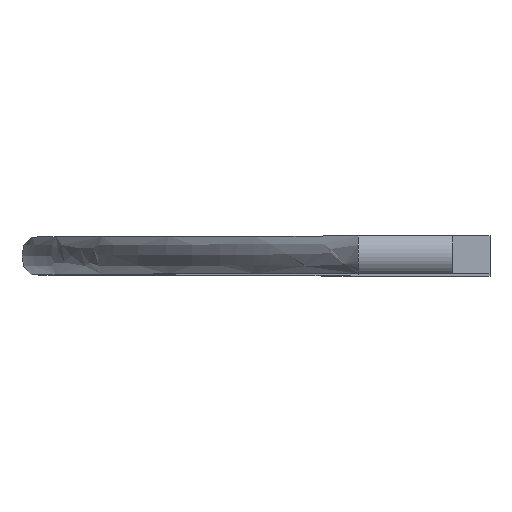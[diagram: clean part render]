
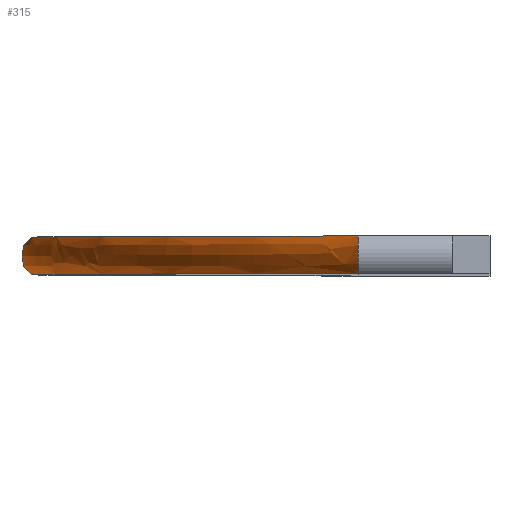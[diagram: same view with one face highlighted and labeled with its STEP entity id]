
A CAD part, top view. The second image highlights one B-rep face of the part: STEP entity #315.
In plain terms, the highlighted free-form (B-spline) face has degree [2, 2] with [5, 5] control points.
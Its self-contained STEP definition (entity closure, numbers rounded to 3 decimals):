
#95=FACE_OUTER_BOUND('',#112,.T.);
#112=EDGE_LOOP('',(#226,#227,#228,#229));
#132=CIRCLE('',#354,2.5);
#136=CIRCLE('',#358,100.756);
#137=CIRCLE('',#359,2.5);
#138=CIRCLE('',#360,100.756);
#147=VERTEX_POINT('',#502);
#148=VERTEX_POINT('',#503);
#151=VERTEX_POINT('',#535);
#152=VERTEX_POINT('',#537);
#177=EDGE_CURVE('',#147,#148,#132,.T.);
#181=EDGE_CURVE('',#151,#147,#136,.T.);
#182=EDGE_CURVE('',#151,#152,#137,.T.);
#183=EDGE_CURVE('',#152,#148,#138,.T.);
#226=ORIENTED_EDGE('',*,*,#181,.F.);
#227=ORIENTED_EDGE('',*,*,#182,.T.);
#228=ORIENTED_EDGE('',*,*,#183,.T.);
#229=ORIENTED_EDGE('',*,*,#177,.F.);
#313=(
BOUNDED_SURFACE()
B_SPLINE_SURFACE(2,2,((#510,#511,#512,#513,#514),(#515,#516,#517,#518,#519),
(#520,#521,#522,#523,#524),(#525,#526,#527,#528,#529),(#530,#531,#532,#533,
#534)),.UNSPECIFIED.,.F.,.F.,.F.)
B_SPLINE_SURFACE_WITH_KNOTS((3,2,3),(3,2,3),(0.,0.927,
1.855),(0.,0.853,1.707),.UNSPECIFIED.)
GEOMETRIC_REPRESENTATION_ITEM()
RATIONAL_B_SPLINE_SURFACE(((1.,0.91,1.,0.91,1.),
(0.894,0.814,0.894,0.814,0.894),
(1.,0.91,1.,0.91,1.),(0.894,0.814,
0.894,0.814,0.894),(1.,0.91,
1.,0.91,1.)))
REPRESENTATION_ITEM('')
SURFACE()
);
#315=ADVANCED_FACE('',(#95),#313,.T.);
#354=AXIS2_PLACEMENT_3D('',#504,#386,#387);
#358=AXIS2_PLACEMENT_3D('',#536,#394,#395);
#359=AXIS2_PLACEMENT_3D('',#538,#396,#397);
#360=AXIS2_PLACEMENT_3D('',#539,#398,#399);
#386=DIRECTION('center_axis',(0.135,0.,-0.991));
#387=DIRECTION('ref_axis',(-0.594,-0.8,-0.081));
#394=DIRECTION('center_axis',(0.,-1.,0.));
#395=DIRECTION('ref_axis',(-0.653,0.,0.758));
#396=DIRECTION('center_axis',(-1.,0.,0.));
#397=DIRECTION('ref_axis',(0.,0.,1.));
#398=DIRECTION('center_axis',(0.,-1.,0.));
#399=DIRECTION('ref_axis',(-0.653,0.,0.758));
#502=CARTESIAN_POINT('',(-14.991,0.,-2.135));
#503=CARTESIAN_POINT('',(-14.991,4.,-2.135));
#504=CARTESIAN_POINT('Origin',(-13.505,2.,-1.932));
#510=CARTESIAN_POINT('Ctrl Pts',(-14.,0.,149.697));
#511=CARTESIAN_POINT('Ctrl Pts',(-48.708,0.,
119.809));
#512=CARTESIAN_POINT('Ctrl Pts',(-49.007,0.,
74.006));
#513=CARTESIAN_POINT('Ctrl Pts',(-49.306,0.,
28.203));
#514=CARTESIAN_POINT('Ctrl Pts',(-14.991,0.,
-2.135));
#515=CARTESIAN_POINT('Ctrl Pts',(-14.,0.75,150.697));
#516=CARTESIAN_POINT('Ctrl Pts',(-49.163,0.75,120.809));
#517=CARTESIAN_POINT('Ctrl Pts',(-49.761,0.75,74.664));
#518=CARTESIAN_POINT('Ctrl Pts',(-50.358,0.75,28.518));
#519=CARTESIAN_POINT('Ctrl Pts',(-15.982,0.75,-2.271));
#520=CARTESIAN_POINT('Ctrl Pts',(-14.,2.,150.697));
#521=CARTESIAN_POINT('Ctrl Pts',(-49.163,2.,120.809));
#522=CARTESIAN_POINT('Ctrl Pts',(-49.761,2.,74.664));
#523=CARTESIAN_POINT('Ctrl Pts',(-50.358,2.,28.518));
#524=CARTESIAN_POINT('Ctrl Pts',(-15.982,2.,-2.271));
#525=CARTESIAN_POINT('Ctrl Pts',(-14.,3.25,150.697));
#526=CARTESIAN_POINT('Ctrl Pts',(-49.163,3.25,120.809));
#527=CARTESIAN_POINT('Ctrl Pts',(-49.761,3.25,74.664));
#528=CARTESIAN_POINT('Ctrl Pts',(-50.358,3.25,28.518));
#529=CARTESIAN_POINT('Ctrl Pts',(-15.982,3.25,-2.271));
#530=CARTESIAN_POINT('Ctrl Pts',(-14.,4.,149.697));
#531=CARTESIAN_POINT('Ctrl Pts',(-48.708,4.,119.809));
#532=CARTESIAN_POINT('Ctrl Pts',(-49.007,4.,74.006));
#533=CARTESIAN_POINT('Ctrl Pts',(-49.306,4.,28.203));
#534=CARTESIAN_POINT('Ctrl Pts',(-14.991,4.,-2.135));
#535=CARTESIAN_POINT('',(-14.,0.,149.697));
#536=CARTESIAN_POINT('Origin',(51.746,0.,73.349));
#537=CARTESIAN_POINT('',(-14.,4.,149.697));
#538=CARTESIAN_POINT('Origin',(-14.,2.,148.197));
#539=CARTESIAN_POINT('Origin',(51.746,4.,73.349));
